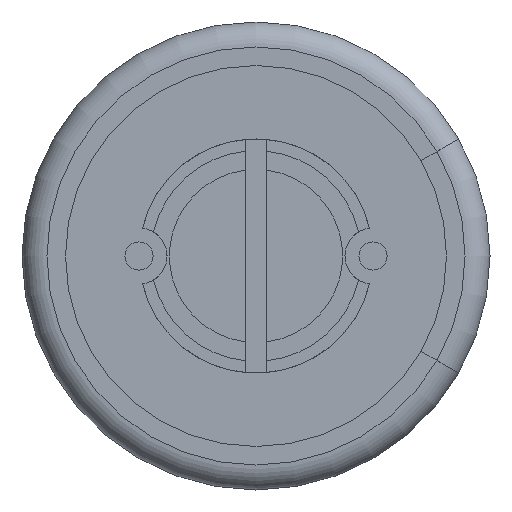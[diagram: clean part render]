
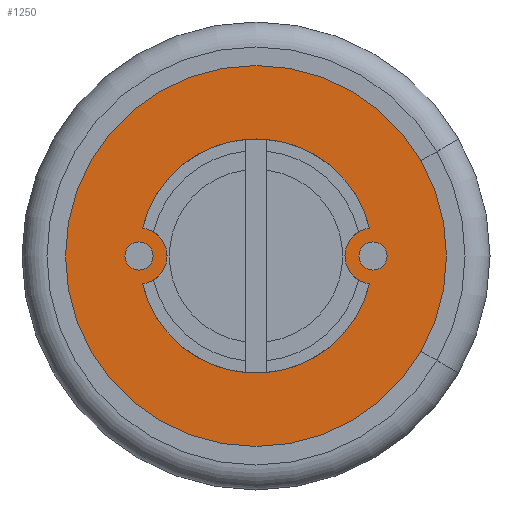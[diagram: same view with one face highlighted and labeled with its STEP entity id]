
A CAD part, front view. The second image highlights one B-rep face of the part: STEP entity #1250.
In plain terms, the highlighted planar face has unit normal (0, -1, 0).
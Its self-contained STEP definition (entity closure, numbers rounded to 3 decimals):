
#13=FACE_BOUND('',#183,.T.);
#54=PLANE('',#1380);
#108=FACE_OUTER_BOUND('',#182,.T.);
#182=EDGE_LOOP('',(#992,#993));
#183=EDGE_LOOP('',(#994,#995,#996,#997));
#439=CIRCLE('',#1343,2.5);
#442=CIRCLE('',#1347,4.07);
#443=CIRCLE('',#1349,4.07);
#461=CIRCLE('',#1381,0.6);
#462=CIRCLE('',#1382,0.6);
#463=CIRCLE('',#1383,2.5);
#545=VERTEX_POINT('',#1995);
#546=VERTEX_POINT('',#1997);
#551=VERTEX_POINT('',#2008);
#552=VERTEX_POINT('',#2010);
#573=VERTEX_POINT('',#2083);
#574=VERTEX_POINT('',#2085);
#682=EDGE_CURVE('',#545,#546,#439,.T.);
#688=EDGE_CURVE('',#552,#551,#442,.T.);
#691=EDGE_CURVE('',#551,#552,#443,.T.);
#725=EDGE_CURVE('',#546,#573,#461,.T.);
#726=EDGE_CURVE('',#545,#574,#462,.T.);
#727=EDGE_CURVE('',#573,#574,#463,.T.);
#992=ORIENTED_EDGE('',*,*,#691,.T.);
#993=ORIENTED_EDGE('',*,*,#688,.T.);
#994=ORIENTED_EDGE('',*,*,#725,.F.);
#995=ORIENTED_EDGE('',*,*,#682,.F.);
#996=ORIENTED_EDGE('',*,*,#726,.T.);
#997=ORIENTED_EDGE('',*,*,#727,.F.);
#1250=ADVANCED_FACE('',(#108,#13),#54,.F.);
#1343=AXIS2_PLACEMENT_3D('',#1998,#1571,#1572);
#1347=AXIS2_PLACEMENT_3D('',#2011,#1582,#1583);
#1349=AXIS2_PLACEMENT_3D('',#2016,#1588,#1589);
#1380=AXIS2_PLACEMENT_3D('',#2082,#1666,#1667);
#1381=AXIS2_PLACEMENT_3D('',#2084,#1668,#1669);
#1382=AXIS2_PLACEMENT_3D('',#2086,#1670,#1671);
#1383=AXIS2_PLACEMENT_3D('',#2087,#1672,#1673);
#1571=DIRECTION('center_axis',(0.,-1.,0.));
#1572=DIRECTION('ref_axis',(-1.,0.,0.));
#1582=DIRECTION('center_axis',(0.,-1.,0.));
#1583=DIRECTION('ref_axis',(1.,0.,0.));
#1588=DIRECTION('center_axis',(0.,-1.,0.));
#1589=DIRECTION('ref_axis',(1.,0.,0.));
#1666=DIRECTION('center_axis',(0.,1.,0.));
#1667=DIRECTION('ref_axis',(-1.,0.,0.));
#1668=DIRECTION('center_axis',(0.,1.,0.));
#1669=DIRECTION('ref_axis',(-1.,0.,0.));
#1670=DIRECTION('center_axis',(0.,-1.,0.));
#1671=DIRECTION('ref_axis',(-1.,0.,0.));
#1672=DIRECTION('center_axis',(0.,-1.,0.));
#1673=DIRECTION('ref_axis',(-1.,0.,0.));
#1995=CARTESIAN_POINT('',(2.428,0.95,0.596));
#1997=CARTESIAN_POINT('',(-2.428,0.95,0.596));
#1998=CARTESIAN_POINT('Origin',(0.,0.95,0.));
#2008=CARTESIAN_POINT('',(3.525,0.95,2.035));
#2010=CARTESIAN_POINT('',(3.525,0.95,-2.035));
#2011=CARTESIAN_POINT('Origin',(0.,0.95,0.));
#2016=CARTESIAN_POINT('Origin',(0.,0.95,0.));
#2082=CARTESIAN_POINT('Origin',(0.,0.95,0.));
#2083=CARTESIAN_POINT('',(-2.428,0.95,-0.596));
#2084=CARTESIAN_POINT('Origin',(-2.5,0.95,0.));
#2085=CARTESIAN_POINT('',(2.428,0.95,-0.596));
#2086=CARTESIAN_POINT('Origin',(2.5,0.95,0.));
#2087=CARTESIAN_POINT('Origin',(0.,0.95,0.));
